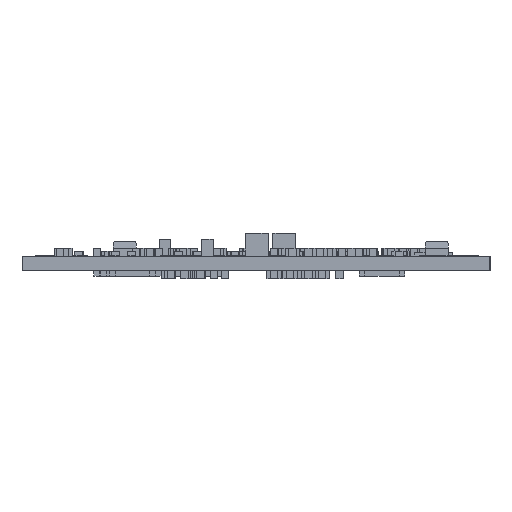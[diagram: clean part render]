
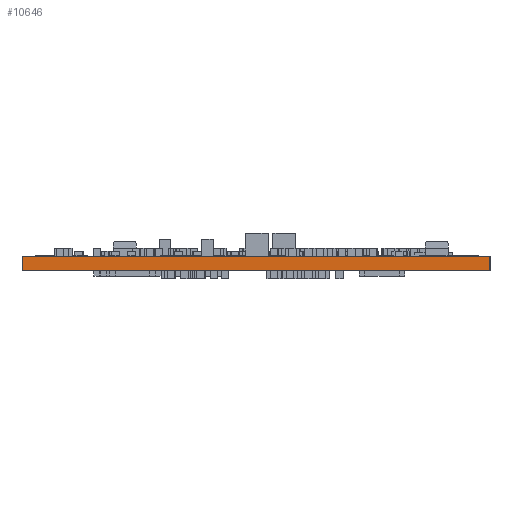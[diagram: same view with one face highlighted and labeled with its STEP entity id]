
A CAD part, left-side view. The second image highlights one B-rep face of the part: STEP entity #10646.
In plain terms, the highlighted planar face has unit normal (-1, 0, 0).
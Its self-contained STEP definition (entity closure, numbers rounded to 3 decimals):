
#1409=PLANE('',#11870);
#1833=FACE_OUTER_BOUND('',#2297,.T.);
#2297=EDGE_LOOP('',(#8292,#8293,#8294,#8295));
#3385=LINE('',#17391,#3981);
#3393=LINE('',#17406,#3989);
#3394=LINE('',#17408,#3990);
#3395=LINE('',#17409,#3991);
#3981=VECTOR('',#14450,10.);
#3989=VECTOR('',#14462,10.);
#3990=VECTOR('',#14465,10.);
#3991=VECTOR('',#14466,10.);
#5561=VERTEX_POINT('',#17388);
#5562=VERTEX_POINT('',#17390);
#5566=VERTEX_POINT('',#17402);
#5567=VERTEX_POINT('',#17404);
#6701=EDGE_CURVE('',#5561,#5562,#3385,.T.);
#6709=EDGE_CURVE('',#5566,#5567,#3393,.T.);
#6710=EDGE_CURVE('',#5561,#5566,#3394,.T.);
#6711=EDGE_CURVE('',#5562,#5567,#3395,.T.);
#8292=ORIENTED_EDGE('',*,*,#6710,.T.);
#8293=ORIENTED_EDGE('',*,*,#6709,.T.);
#8294=ORIENTED_EDGE('',*,*,#6711,.F.);
#8295=ORIENTED_EDGE('',*,*,#6701,.F.);
#10646=ADVANCED_FACE('',(#1833),#1409,.T.);
#11870=AXIS2_PLACEMENT_3D('',#17407,#14463,#14464);
#14450=DIRECTION('',(0.,0.,1.));
#14462=DIRECTION('',(0.,0.,1.));
#14463=DIRECTION('center_axis',(-1.,0.,0.));
#14464=DIRECTION('ref_axis',(0.,-1.,0.));
#14465=DIRECTION('',(0.,-1.,0.));
#14466=DIRECTION('',(0.,-1.,0.));
#17388=CARTESIAN_POINT('',(0.,51.74,0.));
#17390=CARTESIAN_POINT('',(0.,51.74,1.57));
#17391=CARTESIAN_POINT('',(0.,51.74,0.));
#17402=CARTESIAN_POINT('',(0.,0.,0.));
#17404=CARTESIAN_POINT('',(0.,0.,1.57));
#17406=CARTESIAN_POINT('',(0.,0.,0.));
#17407=CARTESIAN_POINT('Origin',(0.,51.74,0.));
#17408=CARTESIAN_POINT('',(0.,51.74,0.));
#17409=CARTESIAN_POINT('',(0.,51.74,1.57));
